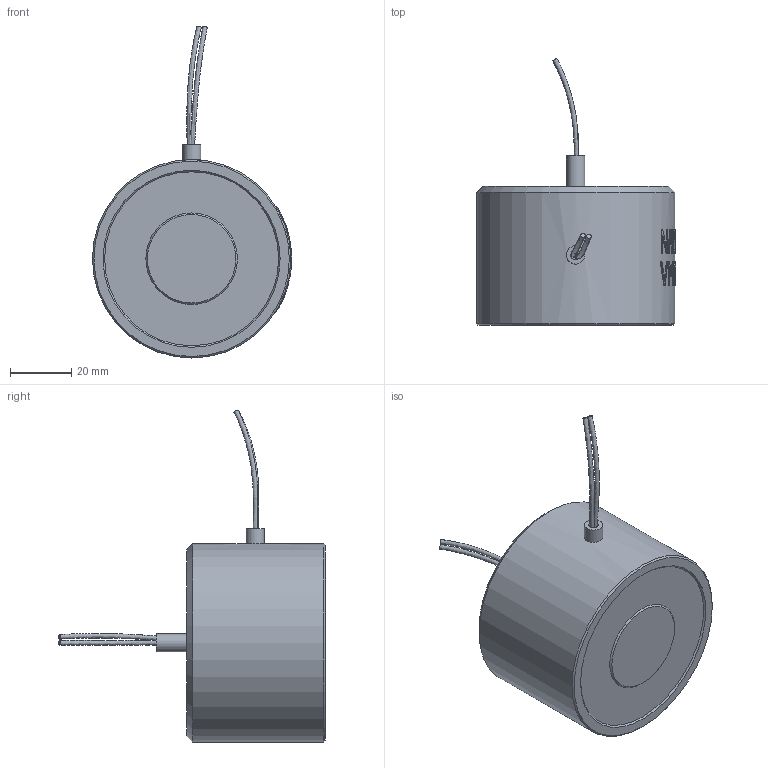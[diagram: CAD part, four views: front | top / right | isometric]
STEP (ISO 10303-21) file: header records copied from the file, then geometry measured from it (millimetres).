
FILE_DESCRIPTION( ( 'Unknown' ), '1' );
FILE_NAME( 'VM_ND_65_S.stp', 'Unknown', ( 'Unknown' ), ( 'Unknown' ), 'PSStep 11.0', 'Unknown', ' ' );
FILE_SCHEMA( ( 'AUTOMOTIVE_DESIGN { 1 0 10303 214 1 1 1 1 }' ) );
Length unit declared in the file: millimetre
Products named in the file (7): Cto cables_VM50-VM100; Assem1; manguera; Cable rojo_VM50_100; Cable negro_VM50_100; d3,1_D6_H7,5_Casquill espaciador nylon_Moss_1110770000VR; Carcasa VM_ND_65_S
Bounding box: 65.25 x 87.42 x 108.75 mm (x, y, z)
Volume: 299468.7 mm3; surface area: 33921.4 mm2
Topology: 13 solids, 13 shells, 355 faces, 837 edges, 558 vertices
Faces by surface type: plane 172, bspline 118, cylinder 57, cone 8
Full cylindrical faces by diameter (mm): 0.854 x6, 1.5 x3, 3.1 x2, 6 x4, 6.647 x2, 65 x2
Entity records: 9792 total; most frequent: CARTESIAN_POINT 5269, ORIENTED_EDGE 784, EDGE_CURVE 392, B_SPLINE_CURVE_WITH_KNOTS 367, DIRECTION 290, VERTEX_POINT 270, EDGE_LOOP 212, FACE_OUTER_BOUND 181
